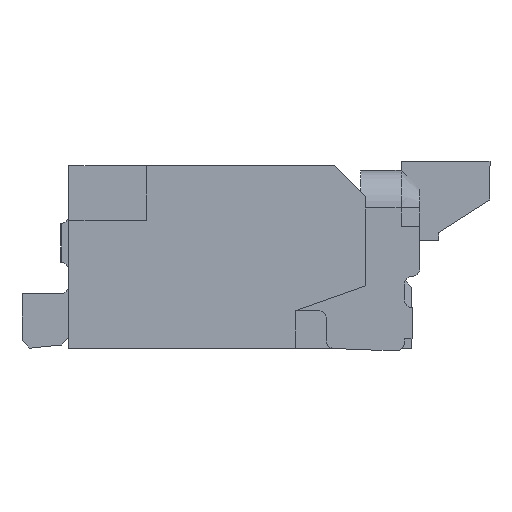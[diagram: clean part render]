
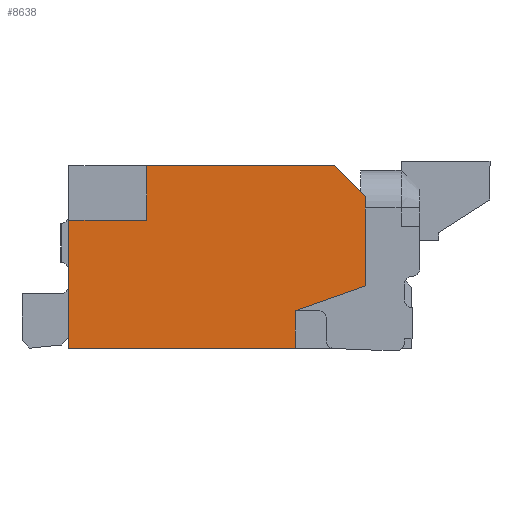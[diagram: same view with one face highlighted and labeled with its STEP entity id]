
A CAD part, left-side view. The second image highlights one B-rep face of the part: STEP entity #8638.
In plain terms, the highlighted face is planar.
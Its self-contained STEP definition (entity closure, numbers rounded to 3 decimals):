
#177=FACE_OUTER_BOUND('',#602,.T.);
#602=EDGE_LOOP('',(#6052,#6053,#6054,#6055,#6056,#6057,#6058,#6059,#6060));
#1077=LINE('',#11821,#2205);
#1478=LINE('',#12705,#2606);
#1483=LINE('',#12716,#2611);
#1486=LINE('',#12721,#2614);
#1489=LINE('',#12727,#2617);
#1490=LINE('',#12728,#2618);
#1491=LINE('',#12730,#2619);
#1492=LINE('',#12732,#2620);
#1493=LINE('',#12733,#2621);
#2205=VECTOR('',#9576,1.);
#2606=VECTOR('',#10235,1.);
#2611=VECTOR('',#10242,1.);
#2614=VECTOR('',#10247,1.);
#2617=VECTOR('',#10252,1.);
#2618=VECTOR('',#10253,1.);
#2619=VECTOR('',#10254,1.);
#2620=VECTOR('',#10255,1.);
#2621=VECTOR('',#10256,1.);
#3333=VERTEX_POINT('',#11818);
#3334=VERTEX_POINT('',#11820);
#3687=VERTEX_POINT('',#12702);
#3688=VERTEX_POINT('',#12704);
#3691=VERTEX_POINT('',#12712);
#3693=VERTEX_POINT('',#12715);
#3696=VERTEX_POINT('',#12726);
#3697=VERTEX_POINT('',#12729);
#3698=VERTEX_POINT('',#12731);
#4164=EDGE_CURVE('',#3333,#3334,#1077,.T.);
#4605=EDGE_CURVE('',#3687,#3688,#1478,.T.);
#4610=EDGE_CURVE('',#3693,#3691,#1483,.T.);
#4613=EDGE_CURVE('',#3693,#3687,#1486,.T.);
#4616=EDGE_CURVE('',#3696,#3334,#1489,.T.);
#4617=EDGE_CURVE('',#3333,#3688,#1490,.T.);
#4618=EDGE_CURVE('',#3697,#3691,#1491,.T.);
#4619=EDGE_CURVE('',#3697,#3698,#1492,.T.);
#4620=EDGE_CURVE('',#3696,#3698,#1493,.T.);
#6052=ORIENTED_EDGE('',*,*,#4616,.T.);
#6053=ORIENTED_EDGE('',*,*,#4164,.F.);
#6054=ORIENTED_EDGE('',*,*,#4617,.T.);
#6055=ORIENTED_EDGE('',*,*,#4605,.F.);
#6056=ORIENTED_EDGE('',*,*,#4613,.F.);
#6057=ORIENTED_EDGE('',*,*,#4610,.T.);
#6058=ORIENTED_EDGE('',*,*,#4618,.F.);
#6059=ORIENTED_EDGE('',*,*,#4619,.T.);
#6060=ORIENTED_EDGE('',*,*,#4620,.F.);
#7969=PLANE('',#9121);
#8638=ADVANCED_FACE('',(#177),#7969,.T.);
#9121=AXIS2_PLACEMENT_3D('',#12725,#10250,#10251);
#9576=DIRECTION('',(0.,-1.,0.));
#10235=DIRECTION('',(0.,1.,0.));
#10242=DIRECTION('',(0.,-1.,0.));
#10247=DIRECTION('',(0.942,0.335,0.));
#10250=DIRECTION('center_axis',(0.,0.,1.));
#10251=DIRECTION('ref_axis',(-1.,0.,0.));
#10252=DIRECTION('',(1.,0.,0.));
#10253=DIRECTION('',(-1.,0.,0.));
#10254=DIRECTION('',(-0.707,0.707,0.));
#10255=DIRECTION('',(1.,0.,0.));
#10256=DIRECTION('',(0.,-1.,0.));
#11818=CARTESIAN_POINT('',(0.05,0.,15.238));
#11820=CARTESIAN_POINT('',(0.05,-0.82,15.238));
#11821=CARTESIAN_POINT('',(0.05,0.,15.238));
#12702=CARTESIAN_POINT('',(-1.4,-0.24,15.238));
#12704=CARTESIAN_POINT('',(-1.4,0.,15.238));
#12705=CARTESIAN_POINT('',(-1.4,0.,15.238));
#12712=CARTESIAN_POINT('',(-1.85,-0.97,15.238));
#12715=CARTESIAN_POINT('',(-1.85,-0.4,15.238));
#12716=CARTESIAN_POINT('',(-1.85,0.,15.238));
#12721=CARTESIAN_POINT('',(0.05,0.276,15.238));
#12725=CARTESIAN_POINT('Origin',(0.05,0.,
15.238));
#12726=CARTESIAN_POINT('',(-0.45,-0.82,15.238));
#12727=CARTESIAN_POINT('',(0.05,-0.82,15.238));
#12728=CARTESIAN_POINT('',(0.05,0.,15.238));
#12729=CARTESIAN_POINT('',(-1.65,-1.17,15.238));
#12730=CARTESIAN_POINT('',(-2.82,0.,15.238));
#12731=CARTESIAN_POINT('',(-0.45,-1.17,15.238));
#12732=CARTESIAN_POINT('',(-0.71,-1.17,15.238));
#12733=CARTESIAN_POINT('',(-0.45,0.,15.238));
